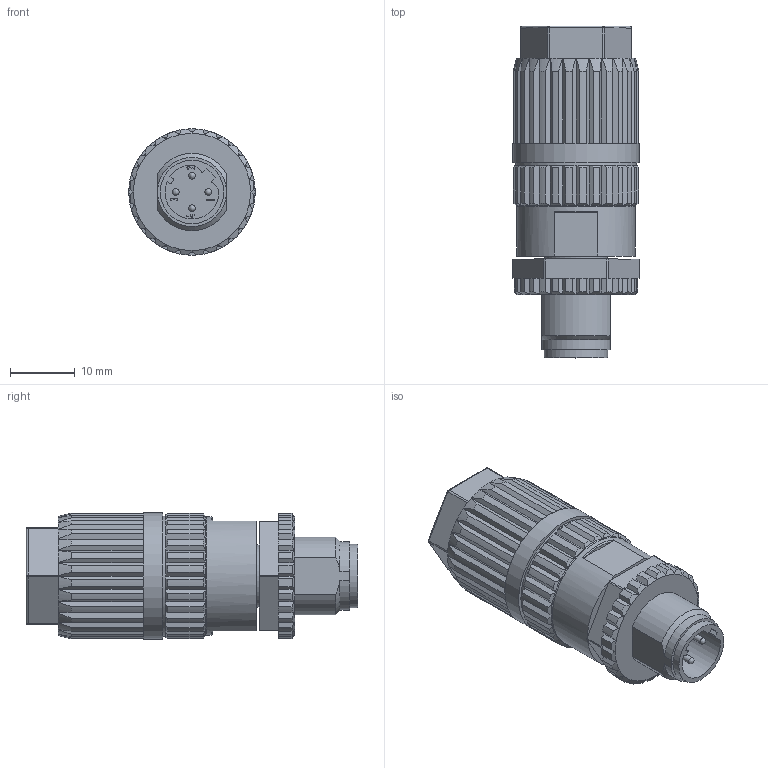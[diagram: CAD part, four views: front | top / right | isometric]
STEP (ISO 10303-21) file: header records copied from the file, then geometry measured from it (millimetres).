
FILE_DESCRIPTION (( 'STEP AP214' ), '1' );
FILE_NAME ('M12FT4DMS.STEP', '2018-01-23T15:29:42', ( '' ), ( '' ), 'SwSTEP 2.0', 'SolidWorks 2014', '' );
FILE_SCHEMA (( 'AUTOMOTIVE_DESIGN' ));
Length unit declared in the file: millimetre
Products named in the file (1): M12FT4DMS
Bounding box: 19.6 x 51.35 x 19.6 mm (x, y, z)
Volume: 11279.7 mm3; surface area: 4549.1 mm2
Topology: 1 solids, 1 shells, 553 faces, 1525 edges, 977 vertices
Faces by surface type: plane 326, cylinder 125, cone 87, bspline 9, sphere 6
Full cylindrical faces by diameter (mm): 1 x4, 9.2 x1, 9.6 x1, 9.85 x1, 18.3 x1, 18.6 x1, 19.6 x1
Entity records: 18331 total; most frequent: CARTESIAN_POINT 4741, ORIENTED_EDGE 2992, DIRECTION 2628, EDGE_CURVE 1496, VERTEX_POINT 973, AXIS2_PLACEMENT_3D 920, VECTOR 788, LINE 788
